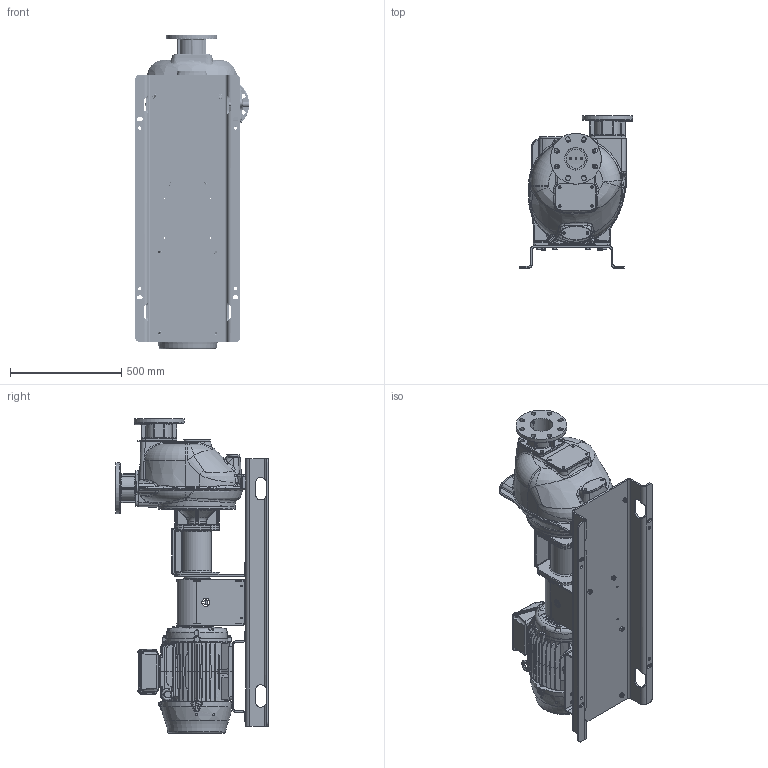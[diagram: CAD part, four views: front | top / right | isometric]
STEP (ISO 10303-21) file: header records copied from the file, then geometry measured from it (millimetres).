
FILE_DESCRIPTION((''),'2;1');
FILE_NAME('S121_B_FIT_ASM','2023-04-20T14:12:58',('Nicola'),(''),'CREO PARAMETRIC BY PTC INC, 2022284','CREO PARAMETRIC BY PTC INC, 2022284','');
FILE_SCHEMA(('AUTOMOTIVE_DESIGN { 1 0 10303 214 1 1 1 1 }'));
Products named in the file (39): CORPO_S121_II; GUARN_FLANGIA_MANDATA_S_100_N; FLANGIA_MANDATA_S100_G_DIN; FLANGIA_MANDATA_S100_G_DIN__ASM; VALVOLA_S100_N; PESO_PICCOLO_S100_K; PESO_GRANDE_S100_K; VITE_TCEI_TA_PG_8-8_M6X16; RONDELLA_ELASTICHA_M6_K; DADO_MEDIO_PG_M6_K; VALVOLA_COMPLETA_S100_N-K_ASM; PORTAVALVOLA_S100_G_DIN; PORTAVALVOLA_S100_G_DIN__ASM; GUARN_PORTINA_S100_N; PORTINA_S100_S; PORTINA_100_S_ASM; GUARNIZIONE_PORTINA_S_40_N; PORTINA_S_40_S; PORTINA_S40_S_ASM; DBA_CORPO_S121_G_F_ASM; PORTAMOTORE_S121_G; DBA_PM_D40_S121_G3_ASM; SUPPORTO_S150_G-K; ALBERO_S150_K9; COPRICUSCINETTO_S150_G_POS_08; LINGUETTA_10X8X70; DBA_SUPPORTO_S150_BB_ASM; PIEDE_SUPPORTO_S121_F; DBA_SUPPORTO_S121_G_B_ASM; MOTORE_WEG_TW114_160M_B3_IE3; PIEDE_MOTORE_B3_160M-L_H60; CG1_H220XD178XL190; CG2_H220XD178XL190; CG3_H220XD178XL190; COPRIGIUNTO_H220XD178XL190_ASM; BASE_GP12_1200X370X100_AF0; DADI_SALDARE_DIN929_M12; BASE_FORATA_S121_BIT_ASM; S121_B_FIT_ASM
Assembly tree (49 placements, depth 5):
  S121_B_FIT_ASM
    DBA_CORPO_S121_G_F_ASM
      CORPO_S121_II
      FLANGIA_MANDATA_S100_G_DIN__ASM
        GUARN_FLANGIA_MANDATA_S_100_N
        FLANGIA_MANDATA_S100_G_DIN
      PORTAVALVOLA_S100_G_DIN__ASM
        VALVOLA_COMPLETA_S100_N-K_ASM
          VALVOLA_S100_N
          PESO_PICCOLO_S100_K
          PESO_GRANDE_S100_K
          VITE_TCEI_TA_PG_8-8_M6X16  x2
          RONDELLA_ELASTICHA_M6_K  x2
          DADO_MEDIO_PG_M6_K  x2
        PORTAVALVOLA_S100_G_DIN
      PORTINA_100_S_ASM
        GUARN_PORTINA_S100_N
        PORTINA_S100_S
      PORTINA_S40_S_ASM  x2
        GUARNIZIONE_PORTINA_S_40_N
        PORTINA_S_40_S
    DBA_PM_D40_S121_G3_ASM
      PORTAMOTORE_S121_G
    DBA_SUPPORTO_S121_G_B_ASM
      DBA_SUPPORTO_S150_BB_ASM
        SUPPORTO_S150_G-K
        ALBERO_S150_K9
        COPRICUSCINETTO_S150_G_POS_08
        LINGUETTA_10X8X70
      PIEDE_SUPPORTO_S121_F
    MOTORE_WEG_TW114_160M_B3_IE3
    PIEDE_MOTORE_B3_160M-L_H60
    COPRIGIUNTO_H220XD178XL190_ASM
      CG1_H220XD178XL190
      CG2_H220XD178XL190
      CG3_H220XD178XL190
    BASE_FORATA_S121_BIT_ASM
      BASE_GP12_1200X370X100_AF0
      DADI_SALDARE_DIN929_M12  x8
Bounding box: 509 x 684 x 1412.5 mm (x, y, z)
Volume: 93554504 mm3; surface area: 5762630.7 mm2
Topology: 39 solids, 39 shells, 4756 faces, 12321 edges, 7675 vertices
Faces by surface type: cylinder 1758, plane 1533, bspline 676, cone 476, torus 240, sphere 54, revolution 12, extrusion 7
Entity records: 240597 total; most frequent: CARTESIAN_POINT 95905, ORIENTED_EDGE 23094, DIRECTION 20975, EDGE_CURVE 11547, PRESENTATION_STYLE_ASSIGNMENT 10052, STYLED_ITEM 10052, CURVE_STYLE 8473, AXIS2_PLACEMENT_3D 8189
